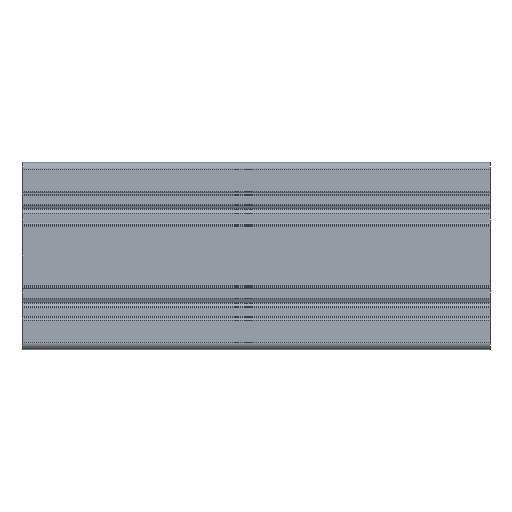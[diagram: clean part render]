
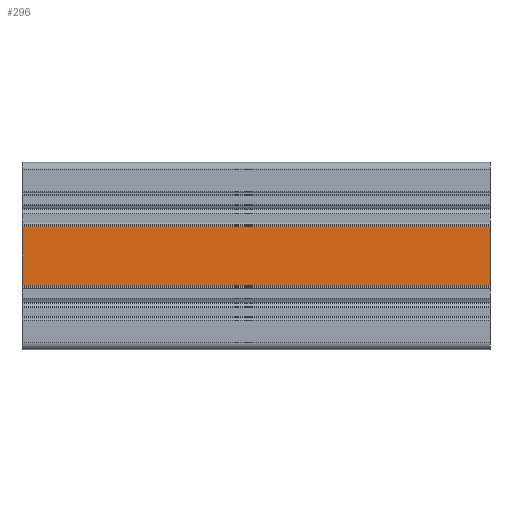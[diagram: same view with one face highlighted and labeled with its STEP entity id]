
A CAD part, left-side view. The second image highlights one B-rep face of the part: STEP entity #296.
In plain terms, the highlighted planar face has unit normal (-1, 0, 0).
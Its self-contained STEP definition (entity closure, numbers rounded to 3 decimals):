
#296 = ADVANCED_FACE( '', ( #854 ), #855, .T. );
#854 = FACE_OUTER_BOUND( '', #1677, .T. );
#855 = PLANE( '', #1678 );
#1677 = EDGE_LOOP( '', ( #2499, #2500, #2501, #2502 ) );
#1678 = AXIS2_PLACEMENT_3D( '', #2503, #2504, #2505 );
#2499 = ORIENTED_EDGE( '', *, *, #5184, .F. );
#2500 = ORIENTED_EDGE( '', *, *, #5185, .F. );
#2501 = ORIENTED_EDGE( '', *, *, #5186, .T. );
#2502 = ORIENTED_EDGE( '', *, *, #5187, .T. );
#2503 = CARTESIAN_POINT( '', ( -10., 100., 6.3 ) );
#2504 = DIRECTION( '', ( -1., 0., 0. ) );
#2505 = DIRECTION( '', ( 0., 0., 1. ) );
#5184 = EDGE_CURVE( '', #6262, #6263, #6264, .T. );
#5185 = EDGE_CURVE( '', #6265, #6262, #6266, .T. );
#5186 = EDGE_CURVE( '', #6265, #6267, #6268, .T. );
#5187 = EDGE_CURVE( '', #6267, #6263, #6269, .T. );
#6262 = VERTEX_POINT( '', #7876 );
#6263 = VERTEX_POINT( '', #7877 );
#6264 = LINE( '', #7878, #7879 );
#6265 = VERTEX_POINT( '', #7880 );
#6266 = LINE( '', #7881, #7882 );
#6267 = VERTEX_POINT( '', #7883 );
#6268 = LINE( '', #7884, #7885 );
#6269 = LINE( '', #7886, #7887 );
#7876 = CARTESIAN_POINT( '', ( -10., 0., 6.3 ) );
#7877 = CARTESIAN_POINT( '', ( -10., 0., -6.3 ) );
#7878 = CARTESIAN_POINT( '', ( -10., 0., 6.3 ) );
#7879 = VECTOR( '', #10024, 1000. );
#7880 = CARTESIAN_POINT( '', ( -10., 100., 6.3 ) );
#7881 = CARTESIAN_POINT( '', ( -10., 100., 6.3 ) );
#7882 = VECTOR( '', #10025, 1000. );
#7883 = CARTESIAN_POINT( '', ( -10., 100., -6.3 ) );
#7884 = CARTESIAN_POINT( '', ( -10., 100., 6.3 ) );
#7885 = VECTOR( '', #10026, 1000. );
#7886 = CARTESIAN_POINT( '', ( -10., 100., -6.3 ) );
#7887 = VECTOR( '', #10027, 1000. );
#10024 = DIRECTION( '', ( 0., 0., -1. ) );
#10025 = DIRECTION( '', ( 0., -1., 0. ) );
#10026 = DIRECTION( '', ( 0., 0., -1. ) );
#10027 = DIRECTION( '', ( 0., -1., 0. ) );
